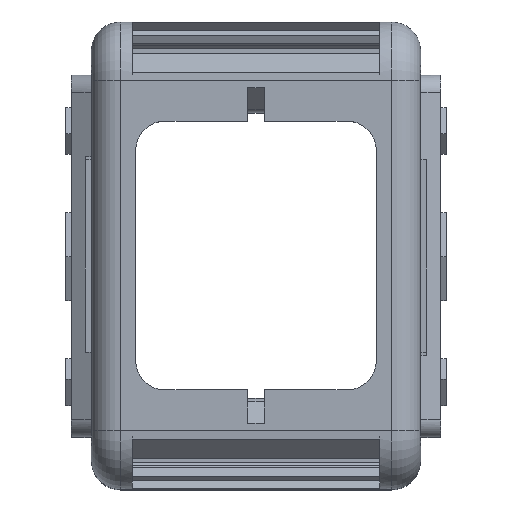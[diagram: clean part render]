
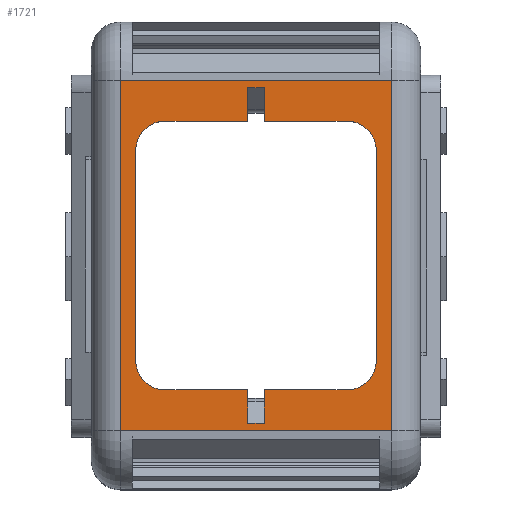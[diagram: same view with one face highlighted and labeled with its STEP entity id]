
A CAD part, top view. The second image highlights one B-rep face of the part: STEP entity #1721.
In plain terms, the highlighted planar face has unit normal (0, 0, 1).
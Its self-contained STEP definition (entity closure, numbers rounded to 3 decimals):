
#1588=AXIS2_PLACEMENT_3D('Circle Axis2P3D',#1586,#1587,$) ;
#1601=AXIS2_PLACEMENT_3D('Plane Axis2P3D',#1598,#1599,#1600) ;
#1623=AXIS2_PLACEMENT_3D('Circle Axis2P3D',#1621,#1622,$) ;
#1651=AXIS2_PLACEMENT_3D('Circle Axis2P3D',#1649,#1650,$) ;
#1665=AXIS2_PLACEMENT_3D('Circle Axis2P3D',#1663,#1664,$) ;
#442=CARTESIAN_POINT('Vertex',(4.7,35.,58.5)) ;
#449=CARTESIAN_POINT('Vertex',(4.7,5.,58.5)) ;
#452=CARTESIAN_POINT('Line Origine',(4.7,20.,58.5)) ;
#493=CARTESIAN_POINT('Line Origine',(9.25,35.,58.5)) ;
#497=CARTESIAN_POINT('Vertex',(27.9,35.,58.5)) ;
#1447=CARTESIAN_POINT('Vertex',(17.,34.343,58.5)) ;
#1450=CARTESIAN_POINT('Line Origine',(16.3,34.343,58.5)) ;
#1454=CARTESIAN_POINT('Vertex',(15.6,34.343,58.5)) ;
#1492=CARTESIAN_POINT('Line Origine',(15.6,32.922,58.5)) ;
#1496=CARTESIAN_POINT('Vertex',(15.6,31.5,58.5)) ;
#1529=CARTESIAN_POINT('Vertex',(8.5,31.5,58.5)) ;
#1537=CARTESIAN_POINT('Line Origine',(12.05,31.5,58.5)) ;
#1583=CARTESIAN_POINT('Vertex',(6.,29.,58.5)) ;
#1586=CARTESIAN_POINT('Axis2P3D Location',(8.5,29.,58.5)) ;
#1598=CARTESIAN_POINT('Axis2P3D Location',(-1.7,40.,58.5)) ;
#1603=CARTESIAN_POINT('Line Origine',(16.3,5.,58.5)) ;
#1607=CARTESIAN_POINT('Vertex',(27.9,5.,58.5)) ;
#1610=CARTESIAN_POINT('Line Origine',(27.9,20.,58.5)) ;
#1621=CARTESIAN_POINT('Axis2P3D Location',(8.5,11.,58.5)) ;
#1625=CARTESIAN_POINT('Vertex',(8.5,8.5,58.5)) ;
#1627=CARTESIAN_POINT('Vertex',(6.,11.,58.5)) ;
#1630=CARTESIAN_POINT('Line Origine',(6.,20.,58.5)) ;
#1635=CARTESIAN_POINT('Line Origine',(17.,32.922,58.5)) ;
#1639=CARTESIAN_POINT('Vertex',(17.,31.5,58.5)) ;
#1642=CARTESIAN_POINT('Line Origine',(20.55,31.5,58.5)) ;
#1646=CARTESIAN_POINT('Vertex',(24.1,31.5,58.5)) ;
#1649=CARTESIAN_POINT('Axis2P3D Location',(24.1,29.,58.5)) ;
#1653=CARTESIAN_POINT('Vertex',(26.6,29.,58.5)) ;
#1656=CARTESIAN_POINT('Line Origine',(26.6,20.,58.5)) ;
#1660=CARTESIAN_POINT('Vertex',(26.6,11.,58.5)) ;
#1663=CARTESIAN_POINT('Axis2P3D Location',(24.1,11.,58.5)) ;
#1667=CARTESIAN_POINT('Vertex',(24.1,8.5,58.5)) ;
#1670=CARTESIAN_POINT('Line Origine',(20.55,8.5,58.5)) ;
#1674=CARTESIAN_POINT('Vertex',(17.,8.5,58.5)) ;
#1677=CARTESIAN_POINT('Line Origine',(17.,7.078,58.5)) ;
#1681=CARTESIAN_POINT('Vertex',(17.,5.657,58.5)) ;
#1684=CARTESIAN_POINT('Line Origine',(16.3,5.657,58.5)) ;
#1688=CARTESIAN_POINT('Vertex',(15.6,5.657,58.5)) ;
#1691=CARTESIAN_POINT('Line Origine',(15.6,7.078,58.5)) ;
#1695=CARTESIAN_POINT('Vertex',(15.6,8.5,58.5)) ;
#1698=CARTESIAN_POINT('Line Origine',(12.05,8.5,58.5)) ;
#453=DIRECTION('Vector Direction',(0.,1.,0.)) ;
#494=DIRECTION('Vector Direction',(1.,0.,0.)) ;
#1451=DIRECTION('Vector Direction',(1.,0.,0.)) ;
#1493=DIRECTION('Vector Direction',(0.,1.,0.)) ;
#1538=DIRECTION('Vector Direction',(1.,0.,0.)) ;
#1587=DIRECTION('Axis2P3D Direction',(0.,0.,1.)) ;
#1599=DIRECTION('Axis2P3D Direction',(0.,0.,1.)) ;
#1600=DIRECTION('Axis2P3D XDirection',(0.,-1.,0.)) ;
#1604=DIRECTION('Vector Direction',(-1.,0.,0.)) ;
#1611=DIRECTION('Vector Direction',(0.,-1.,0.)) ;
#1622=DIRECTION('Axis2P3D Direction',(0.,0.,1.)) ;
#1631=DIRECTION('Vector Direction',(0.,1.,0.)) ;
#1636=DIRECTION('Vector Direction',(0.,1.,0.)) ;
#1643=DIRECTION('Vector Direction',(-1.,0.,0.)) ;
#1650=DIRECTION('Axis2P3D Direction',(0.,0.,1.)) ;
#1657=DIRECTION('Vector Direction',(0.,-1.,0.)) ;
#1664=DIRECTION('Axis2P3D Direction',(0.,0.,1.)) ;
#1671=DIRECTION('Vector Direction',(-1.,0.,0.)) ;
#1678=DIRECTION('Vector Direction',(0.,-1.,0.)) ;
#1685=DIRECTION('Vector Direction',(1.,0.,0.)) ;
#1692=DIRECTION('Vector Direction',(0.,-1.,0.)) ;
#1699=DIRECTION('Vector Direction',(1.,0.,0.)) ;
#454=VECTOR('Line Direction',#453,1.) ;
#495=VECTOR('Line Direction',#494,1.) ;
#1452=VECTOR('Line Direction',#1451,1.) ;
#1494=VECTOR('Line Direction',#1493,1.) ;
#1539=VECTOR('Line Direction',#1538,1.) ;
#1605=VECTOR('Line Direction',#1604,1.) ;
#1612=VECTOR('Line Direction',#1611,1.) ;
#1632=VECTOR('Line Direction',#1631,1.) ;
#1637=VECTOR('Line Direction',#1636,1.) ;
#1644=VECTOR('Line Direction',#1643,1.) ;
#1658=VECTOR('Line Direction',#1657,1.) ;
#1672=VECTOR('Line Direction',#1671,1.) ;
#1679=VECTOR('Line Direction',#1678,1.) ;
#1686=VECTOR('Line Direction',#1685,1.) ;
#1693=VECTOR('Line Direction',#1692,1.) ;
#1700=VECTOR('Line Direction',#1699,1.) ;
#1616=ORIENTED_EDGE('',*,*,#499,.T.) ;
#1617=ORIENTED_EDGE('',*,*,#456,.T.) ;
#1618=ORIENTED_EDGE('',*,*,#1609,.F.) ;
#1619=ORIENTED_EDGE('',*,*,#1614,.T.) ;
#1704=ORIENTED_EDGE('',*,*,#1629,.T.) ;
#1705=ORIENTED_EDGE('',*,*,#1634,.F.) ;
#1706=ORIENTED_EDGE('',*,*,#1590,.T.) ;
#1707=ORIENTED_EDGE('',*,*,#1541,.T.) ;
#1708=ORIENTED_EDGE('',*,*,#1498,.F.) ;
#1709=ORIENTED_EDGE('',*,*,#1456,.T.) ;
#1710=ORIENTED_EDGE('',*,*,#1641,.F.) ;
#1711=ORIENTED_EDGE('',*,*,#1648,.F.) ;
#1712=ORIENTED_EDGE('',*,*,#1655,.T.) ;
#1713=ORIENTED_EDGE('',*,*,#1662,.F.) ;
#1714=ORIENTED_EDGE('',*,*,#1669,.T.) ;
#1715=ORIENTED_EDGE('',*,*,#1676,.T.) ;
#1716=ORIENTED_EDGE('',*,*,#1683,.F.) ;
#1717=ORIENTED_EDGE('',*,*,#1690,.F.) ;
#1718=ORIENTED_EDGE('',*,*,#1697,.F.) ;
#1719=ORIENTED_EDGE('',*,*,#1702,.F.) ;
#1720=FACE_BOUND('',#1703,.T.) ;
#1721=ADVANCED_FACE('Hauptk\X2\00F6\X0\rper',(#1620,#1720),#1602,.T.) ;
#1589=CIRCLE('generated circle',#1588,2.5) ;
#1624=CIRCLE('generated circle',#1623,2.5) ;
#1652=CIRCLE('generated circle',#1651,2.5) ;
#1666=CIRCLE('generated circle',#1665,2.5) ;
#456=EDGE_CURVE('',#443,#450,#455,.F.) ;
#499=EDGE_CURVE('',#498,#443,#496,.F.) ;
#1456=EDGE_CURVE('',#1455,#1448,#1453,.T.) ;
#1498=EDGE_CURVE('',#1455,#1497,#1495,.F.) ;
#1541=EDGE_CURVE('',#1530,#1497,#1540,.T.) ;
#1590=EDGE_CURVE('',#1584,#1530,#1589,.F.) ;
#1609=EDGE_CURVE('',#1608,#450,#1606,.T.) ;
#1614=EDGE_CURVE('',#1608,#498,#1613,.F.) ;
#1629=EDGE_CURVE('',#1626,#1628,#1624,.F.) ;
#1634=EDGE_CURVE('',#1584,#1628,#1633,.F.) ;
#1641=EDGE_CURVE('',#1640,#1448,#1638,.T.) ;
#1648=EDGE_CURVE('',#1647,#1640,#1645,.T.) ;
#1655=EDGE_CURVE('',#1647,#1654,#1652,.F.) ;
#1662=EDGE_CURVE('',#1661,#1654,#1659,.F.) ;
#1669=EDGE_CURVE('',#1661,#1668,#1666,.F.) ;
#1676=EDGE_CURVE('',#1668,#1675,#1673,.T.) ;
#1683=EDGE_CURVE('',#1682,#1675,#1680,.F.) ;
#1690=EDGE_CURVE('',#1689,#1682,#1687,.T.) ;
#1697=EDGE_CURVE('',#1696,#1689,#1694,.T.) ;
#1702=EDGE_CURVE('',#1626,#1696,#1701,.T.) ;
#1615=EDGE_LOOP('',(#1616,#1617,#1618,#1619)) ;
#1703=EDGE_LOOP('',(#1704,#1705,#1706,#1707,#1708,#1709,#1710,#1711,#1712,#1713,#1714,#1715,#1716,#1717,#1718,#1719)) ;
#1620=FACE_OUTER_BOUND('',#1615,.T.) ;
#455=LINE('Line',#452,#454) ;
#496=LINE('Line',#493,#495) ;
#1453=LINE('Line',#1450,#1452) ;
#1495=LINE('Line',#1492,#1494) ;
#1540=LINE('Line',#1537,#1539) ;
#1606=LINE('Line',#1603,#1605) ;
#1613=LINE('Line',#1610,#1612) ;
#1633=LINE('Line',#1630,#1632) ;
#1638=LINE('Line',#1635,#1637) ;
#1645=LINE('Line',#1642,#1644) ;
#1659=LINE('Line',#1656,#1658) ;
#1673=LINE('Line',#1670,#1672) ;
#1680=LINE('Line',#1677,#1679) ;
#1687=LINE('Line',#1684,#1686) ;
#1694=LINE('Line',#1691,#1693) ;
#1701=LINE('Line',#1698,#1700) ;
#1602=PLANE('',#1601) ;
#443=VERTEX_POINT('',#442) ;
#450=VERTEX_POINT('',#449) ;
#498=VERTEX_POINT('',#497) ;
#1448=VERTEX_POINT('',#1447) ;
#1455=VERTEX_POINT('',#1454) ;
#1497=VERTEX_POINT('',#1496) ;
#1530=VERTEX_POINT('',#1529) ;
#1584=VERTEX_POINT('',#1583) ;
#1608=VERTEX_POINT('',#1607) ;
#1626=VERTEX_POINT('',#1625) ;
#1628=VERTEX_POINT('',#1627) ;
#1640=VERTEX_POINT('',#1639) ;
#1647=VERTEX_POINT('',#1646) ;
#1654=VERTEX_POINT('',#1653) ;
#1661=VERTEX_POINT('',#1660) ;
#1668=VERTEX_POINT('',#1667) ;
#1675=VERTEX_POINT('',#1674) ;
#1682=VERTEX_POINT('',#1681) ;
#1689=VERTEX_POINT('',#1688) ;
#1696=VERTEX_POINT('',#1695) ;
